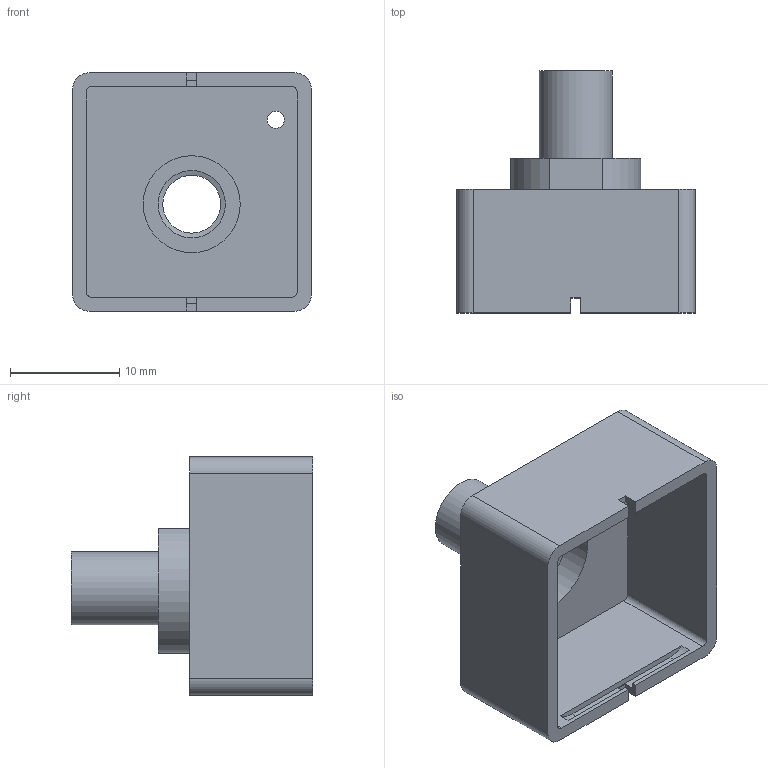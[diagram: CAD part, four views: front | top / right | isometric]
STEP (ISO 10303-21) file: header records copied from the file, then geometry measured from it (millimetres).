
FILE_DESCRIPTION(/* description */ (''),/* implementation_level */ '2;1');
FILE_NAME(/* name */ '2004947D-HOUSING, CAP-exact.step',/* time_stamp */ '2020-05-17T10:48:03-05:00',/* author */ (''),/* organization */ (''),/* preprocessor_version */ 'ST-DEVELOPER v18.1',/* originating_system */ 'Autodesk Translation Framework v9.3.0.1241',/* authorisation */ '');
FILE_SCHEMA (('AUTOMOTIVE_DESIGN { 1 0 10303 214 3 1 1 }'));
Length unit declared in the file: inch
Products named in the file (1): 2004947D-HOUSING, CAP-exact
Bounding box: 21.89 x 22.17 x 21.84 mm (x, y, z)
Volume: 1758.2 mm3; surface area: 3188.7 mm2
Topology: 1 solids, 1 shells, 54 faces, 146 edges, 97 vertices
Faces by surface type: plane 34, cylinder 19, cone 1
Full cylindrical faces by diameter (mm): 1.549 x1, 5.309 x1, 6.706 x1, 8.89 x1
Entity records: 1744 total; most frequent: CARTESIAN_POINT 298, DIRECTION 295, ORIENTED_EDGE 292, EDGE_CURVE 146, LINE 107, VECTOR 107, VERTEX_POINT 97, AXIS2_PLACEMENT_3D 94
